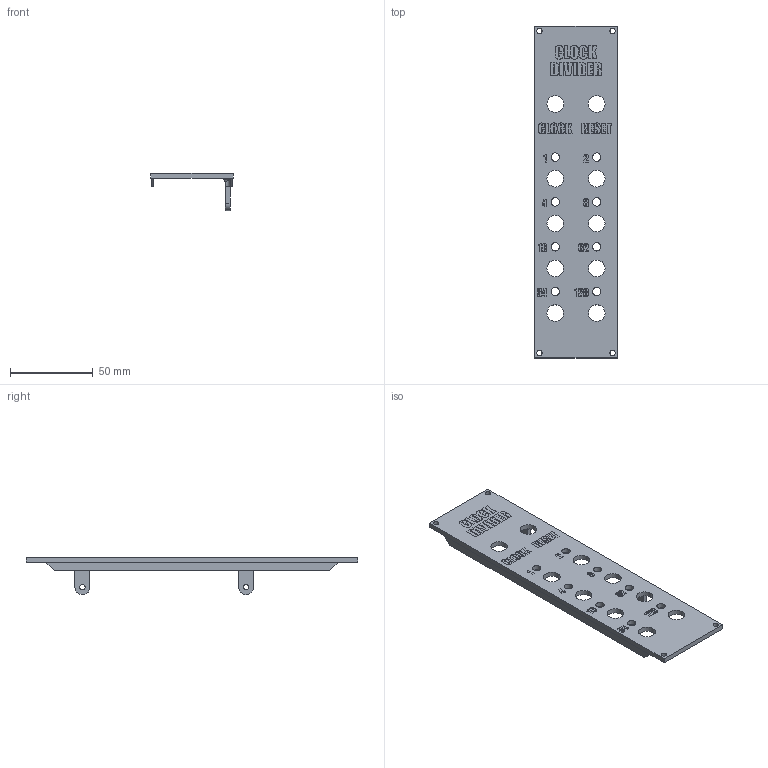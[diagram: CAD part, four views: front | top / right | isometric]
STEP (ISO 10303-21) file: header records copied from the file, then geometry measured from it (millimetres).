
FILE_DESCRIPTION(/* description */ (''),/* implementation_level */ '2;1');
FILE_NAME(/* name */ 'Clock Divider.step',/* time_stamp */ '2020-09-26T22:33:44-07:00',/* author */ (''),/* organization */ (''),/* preprocessor_version */ 'ST-DEVELOPER v18.1',/* originating_system */ 'Autodesk Translation Framework v9.3.0.1241',/* authorisation */ '');
FILE_SCHEMA (('AUTOMOTIVE_DESIGN { 1 0 10303 214 3 1 1 }'));
Products named in the file (1): Clock Divider
Bounding box: 50 x 200 x 22.5 mm (x, y, z)
Volume: 30652.6 mm3; surface area: 27712.7 mm2
Topology: 36 solids, 36 shells, 1582 faces, 4369 edges, 2910 vertices
Faces by surface type: bspline 870, plane 673, cylinder 39
Full cylindrical faces by diameter (mm): 3.2 x6, 5.1 x8, 10 x10
Entity records: 59128 total; most frequent: CARTESIAN_POINT 24545, ORIENTED_EDGE 8738, EDGE_CURVE 4369, DIRECTION 4116, VERTEX_POINT 2910, LINE 2556, VECTOR 2556, B_SPLINE_CURVE_WITH_KNOTS 1746
